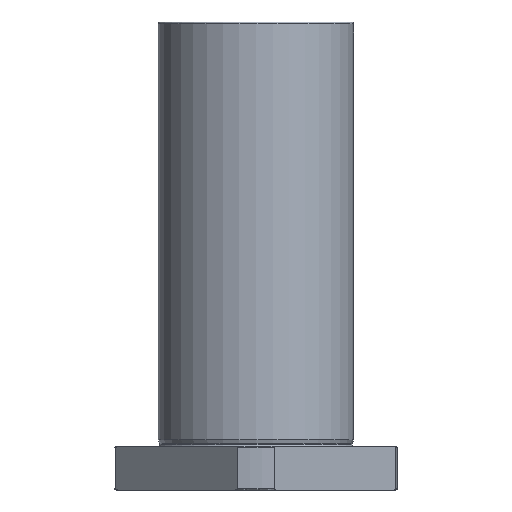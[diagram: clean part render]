
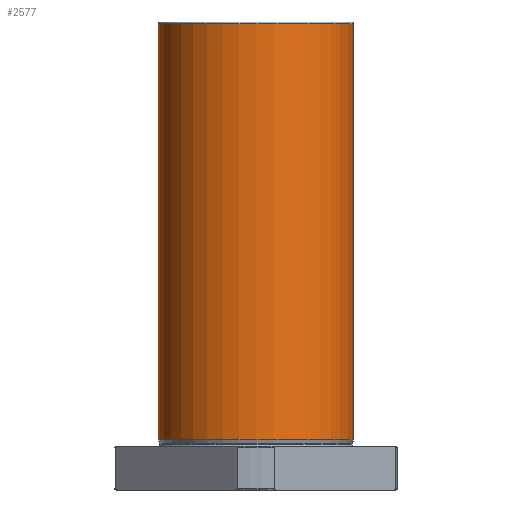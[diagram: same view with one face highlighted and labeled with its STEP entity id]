
A CAD part, front view. The second image highlights one B-rep face of the part: STEP entity #2577.
In plain terms, the highlighted cylindrical face has radius 39.991 mm (diameter 79.982 mm), a partial arc.
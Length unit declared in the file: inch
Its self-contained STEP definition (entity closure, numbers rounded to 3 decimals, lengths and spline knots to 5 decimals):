
#29 = DIRECTION ( 'NONE',  ( 1., 0., 0. ) ) ;
#49 = CARTESIAN_POINT ( 'NONE',  ( 1.57445, 0., 7.5512 ) ) ;
#128 = EDGE_CURVE ( 'NONE', #1879, #704, #2545, .T. ) ;
#260 = CARTESIAN_POINT ( 'NONE',  ( 0., 0., 0.81033 ) ) ;
#346 = ORIENTED_EDGE ( 'NONE', *, *, #3177, .F. ) ;
#386 = EDGE_CURVE ( 'NONE', #2862, #704, #655, .T. ) ;
#573 = CARTESIAN_POINT ( 'NONE',  ( 0., 0., 7.5512 ) ) ;
#655 = LINE ( 'NONE', #49, #3286 ) ;
#704 = VERTEX_POINT ( 'NONE', #1967 ) ;
#837 = DIRECTION ( 'NONE',  ( 1., 0., 0. ) ) ;
#952 = CARTESIAN_POINT ( 'NONE',  ( 0., 0., 7.5192 ) ) ;
#1046 = AXIS2_PLACEMENT_3D ( 'NONE', #260, #1102, #837 ) ;
#1097 = CARTESIAN_POINT ( 'NONE',  ( -1.57445, 0., 7.5512 ) ) ;
#1102 = DIRECTION ( 'NONE',  ( 0., 0., 1. ) ) ;
#1235 = CARTESIAN_POINT ( 'NONE',  ( -1.57445, 0., 0.81033 ) ) ;
#1416 = DIRECTION ( 'NONE',  ( 0., 0., 1. ) ) ;
#1510 = CIRCLE ( 'NONE', #1046, 1.57445 ) ;
#1519 = DIRECTION ( 'NONE',  ( 0., 0., 1. ) ) ;
#1616 = FACE_OUTER_BOUND ( 'NONE', #2563, .T. ) ;
#1879 = VERTEX_POINT ( 'NONE', #3125 ) ;
#1883 = CARTESIAN_POINT ( 'NONE',  ( 1.57445, 0., 0.81033 ) ) ;
#1912 = ORIENTED_EDGE ( 'NONE', *, *, #386, .T. ) ;
#1967 = CARTESIAN_POINT ( 'NONE',  ( 1.57445, 0., 7.5192 ) ) ;
#2188 = DIRECTION ( 'NONE',  ( 0., 0., 1. ) ) ;
#2238 = ORIENTED_EDGE ( 'NONE', *, *, #2885, .T. ) ;
#2545 = CIRCLE ( 'NONE', #2902, 1.57445 ) ;
#2563 = EDGE_LOOP ( 'NONE', ( #346, #2238, #1912, #2949 ) ) ;
#2574 = DIRECTION ( 'NONE',  ( 0., 0., 1. ) ) ;
#2577 = ADVANCED_FACE ( 'NONE', ( #1616 ), #3545, .T. ) ;
#2607 = DIRECTION ( 'NONE',  ( 1., 0., 0. ) ) ;
#2753 = VERTEX_POINT ( 'NONE', #1235 ) ;
#2862 = VERTEX_POINT ( 'NONE', #1883 ) ;
#2885 = EDGE_CURVE ( 'NONE', #2753, #2862, #1510, .T. ) ;
#2902 = AXIS2_PLACEMENT_3D ( 'NONE', #952, #1519, #2607 ) ;
#2949 = ORIENTED_EDGE ( 'NONE', *, *, #128, .F. ) ;
#2995 = VECTOR ( 'NONE', #2188, 39.37008 ) ;
#3017 = LINE ( 'NONE', #1097, #2995 ) ;
#3125 = CARTESIAN_POINT ( 'NONE',  ( -1.57445, 0., 7.5192 ) ) ;
#3177 = EDGE_CURVE ( 'NONE', #2753, #1879, #3017, .T. ) ;
#3286 = VECTOR ( 'NONE', #2574, 39.37008 ) ;
#3504 = AXIS2_PLACEMENT_3D ( 'NONE', #573, #1416, #29 ) ;
#3545 = CYLINDRICAL_SURFACE ( 'NONE', #3504, 1.57445 ) ;
